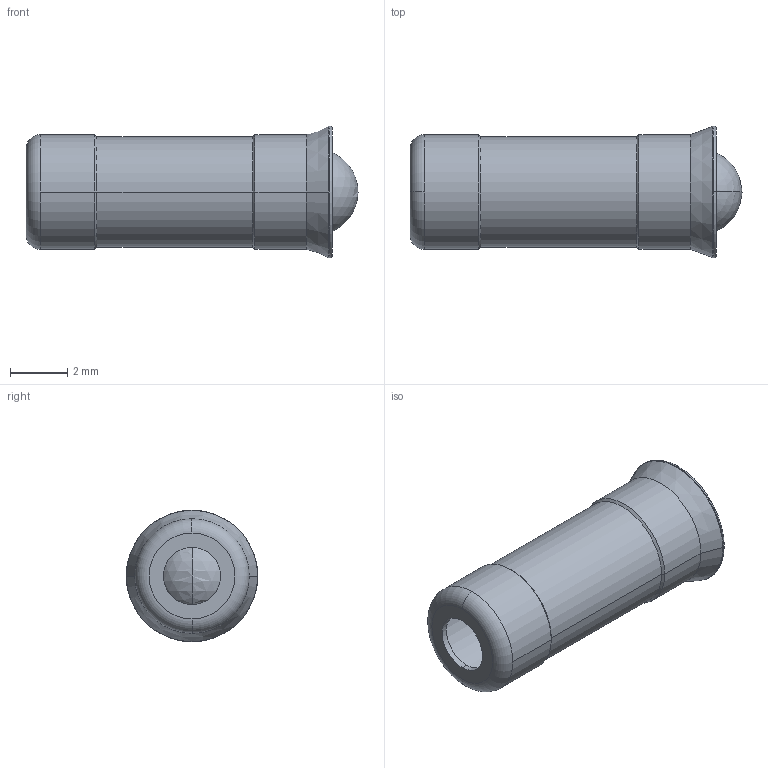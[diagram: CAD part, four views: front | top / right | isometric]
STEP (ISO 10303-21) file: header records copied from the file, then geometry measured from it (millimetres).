
FILE_DESCRIPTION(('STEP AP214'),'1');
FILE_NAME('EH_22080_1104.stp','2018-01-15T15:22:35',('TraceParts'),('TraceParts S.A.'),'Spatial InterOp 3D',' ',' ');
FILE_SCHEMA(('automotive_design'));
Length unit declared in the file: millimetre
Products named in the file (2): EH_22080_1104_1; EH_22080_1104_2
Bounding box: 11.6 x 4.6 x 4.6 mm (x, y, z)
Volume: 43.3 mm3; surface area: 305.8 mm2
Topology: 2 solids, 2 shells, 42 faces, 95 edges, 55 vertices
Faces by surface type: cylinder 16, cone 12, torus 8, plane 4, sphere 2
Entity records: 1533 total; most frequent: DIRECTION 242, CARTESIAN_POINT 190, ORIENTED_EDGE 182, AXIS2_PLACEMENT_3D 107, EDGE_CURVE 91, CIRCLE 63, VERTEX_POINT 55, EDGE_LOOP 46
